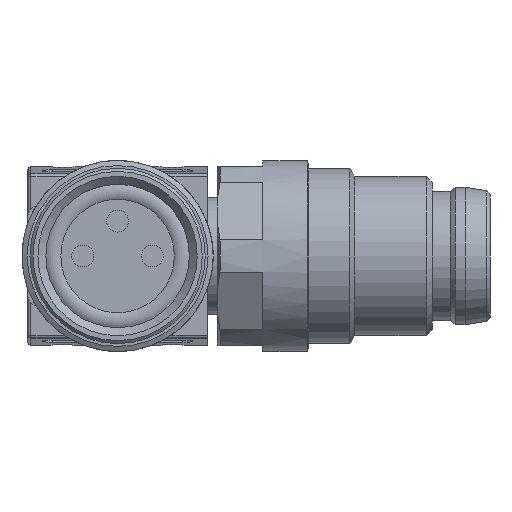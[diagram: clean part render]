
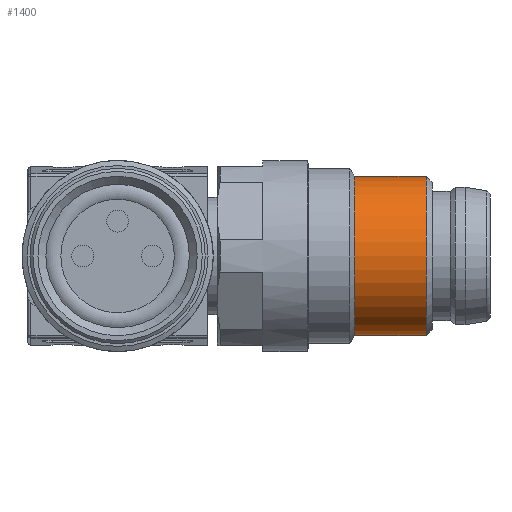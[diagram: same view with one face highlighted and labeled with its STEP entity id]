
A CAD part, front view. The second image highlights one B-rep face of the part: STEP entity #1400.
In plain terms, the highlighted cylindrical face has radius 4 mm (diameter 8 mm), a full revolution.
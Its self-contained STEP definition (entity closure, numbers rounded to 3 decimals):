
#1400=ADVANCED_FACE('',(#1798,#1799),#1648,.T.);
#1648=CYLINDRICAL_SURFACE('',#5383,4.);
#1798=FACE_BOUND('',#2031,.T.);
#1799=FACE_BOUND('',#2032,.T.);
#2031=EDGE_LOOP('',(#2753));
#2032=EDGE_LOOP('',(#2754));
#2753=ORIENTED_EDGE('',*,*,#4410,.F.);
#2754=ORIENTED_EDGE('',*,*,#4450,.T.);
#3854=VERTEX_POINT('',#7907);
#3894=VERTEX_POINT('',#7991);
#4410=EDGE_CURVE('',#3854,#3854,#4979,.T.);
#4450=EDGE_CURVE('',#3894,#3894,#5001,.T.);
#4979=CIRCLE('',#5355,4.);
#5001=CIRCLE('',#5381,4.);
#5355=AXIS2_PLACEMENT_3D('',#7906,#6215,#6216);
#5381=AXIS2_PLACEMENT_3D('',#7990,#6285,#6286);
#5383=AXIS2_PLACEMENT_3D('',#7993,#6289,#6290);
#6215=DIRECTION('',(-1.,0.,0.));
#6216=DIRECTION('',(0.,0.,-1.));
#6285=DIRECTION('',(-1.,0.,0.));
#6286=DIRECTION('',(0.,0.,-1.));
#6289=DIRECTION('',(-1.,0.,0.));
#6290=DIRECTION('',(0.,0.,-1.));
#7906=CARTESIAN_POINT('',(48.,96.9,43.8));
#7907=CARTESIAN_POINT('',(48.,96.9,39.8));
#7990=CARTESIAN_POINT('',(51.6,96.9,43.8));
#7991=CARTESIAN_POINT('',(51.6,96.9,39.8));
#7993=CARTESIAN_POINT('',(41.4,96.9,43.8));
